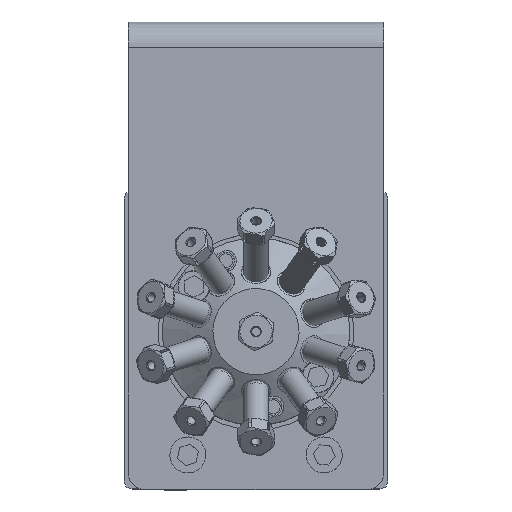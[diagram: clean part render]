
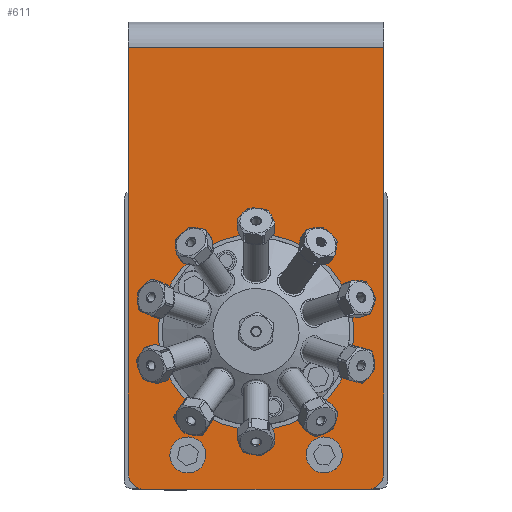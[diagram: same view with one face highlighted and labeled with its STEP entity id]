
A CAD part, top view. The second image highlights one B-rep face of the part: STEP entity #611.
In plain terms, the highlighted planar face has unit normal (0, 0, 1).
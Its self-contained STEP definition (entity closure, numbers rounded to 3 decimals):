
#176=CARTESIAN_POINT('',(-26.264,-24.613,96.393));
#177=VERTEX_POINT('',#176);
#178=CARTESIAN_POINT('',(-29.314,-27.663,96.393));
#179=VERTEX_POINT('',#178);
#180=CARTESIAN_POINT('',(-29.314,-24.613,96.393));
#181=DIRECTION('',(0.,0.,-1.0));
#182=DIRECTION('',(0.707,-0.707,0.));
#183=AXIS2_PLACEMENT_3D('',#180,#181,#182);
#184=CIRCLE('',#183,3.05);
#185=EDGE_CURVE('',#177,#179,#184,.T.);
#220=CARTESIAN_POINT('',(-70.839,-27.663,96.393));
#221=VERTEX_POINT('',#220);
#235=CARTESIAN_POINT('',(-70.839,-27.663,96.393));
#236=DIRECTION('',(1.0,0.0,0.0));
#237=VECTOR('',#236,41.525);
#238=LINE('',#235,#237);
#239=EDGE_CURVE('',#221,#179,#238,.T.);
#249=CARTESIAN_POINT('',(-26.264,54.679,96.393));
#250=VERTEX_POINT('',#249);
#260=CARTESIAN_POINT('',(-26.264,-24.613,96.393));
#261=DIRECTION('',(0.0,1.0,0.0));
#262=VECTOR('',#261,79.292);
#263=LINE('',#260,#262);
#264=EDGE_CURVE('',#177,#250,#263,.T.);
#305=CARTESIAN_POINT('',(-68.326,1.674,96.393));
#306=VERTEX_POINT('',#305);
#307=CARTESIAN_POINT('',(-50.076,1.674,96.393));
#308=DIRECTION('',(0.0,0.0,-1.0));
#309=DIRECTION('',(-1.0,0.0,0.0));
#310=AXIS2_PLACEMENT_3D('',#307,#308,#309);
#311=CIRCLE('',#310,18.25);
#312=EDGE_CURVE('',#306,#306,#311,.T.);
#333=CARTESIAN_POINT('',(-73.889,-24.613,96.393));
#334=VERTEX_POINT('',#333);
#335=CARTESIAN_POINT('',(-70.839,-24.613,96.393));
#336=DIRECTION('',(0.,0.,-1.0));
#337=DIRECTION('',(-0.707,-0.707,0.));
#338=AXIS2_PLACEMENT_3D('',#335,#336,#337);
#339=CIRCLE('',#338,3.05);
#340=EDGE_CURVE('',#221,#334,#339,.T.);
#550=CARTESIAN_POINT('',(-73.889,54.679,96.393));
#551=VERTEX_POINT('',#550);
#559=CARTESIAN_POINT('',(-73.889,54.679,96.393));
#560=DIRECTION('',(1.0,0.0,0.0));
#561=VECTOR('',#560,47.625);
#562=LINE('',#559,#561);
#563=EDGE_CURVE('',#551,#250,#562,.T.);
#568=CARTESIAN_POINT('',(-73.889,-27.663,96.393));
#569=DIRECTION('',(0.0,0.0,1.0));
#570=DIRECTION('',(-1.0,0.0,0.0));
#571=AXIS2_PLACEMENT_3D('',#568,#569,#570);
#572=PLANE('',#571);
#573=ORIENTED_EDGE('',*,*,#563,.F.);
#574=CARTESIAN_POINT('',(-73.889,-24.613,96.393));
#575=DIRECTION('',(0.0,1.0,0.0));
#576=VECTOR('',#575,79.292);
#577=LINE('',#574,#576);
#578=EDGE_CURVE('',#334,#551,#577,.T.);
#579=ORIENTED_EDGE('',*,*,#578,.F.);
#580=ORIENTED_EDGE('',*,*,#340,.F.);
#581=ORIENTED_EDGE('',*,*,#239,.T.);
#582=ORIENTED_EDGE('',*,*,#185,.F.);
#583=ORIENTED_EDGE('',*,*,#264,.T.);
#584=EDGE_LOOP('',(#573,#579,#580,#581,#582,#583));
#585=FACE_OUTER_BOUND('',#584,.T.);
#586=CARTESIAN_POINT('',(-64.937,-21.237,96.393));
#587=VERTEX_POINT('',#586);
#588=CARTESIAN_POINT('',(-62.777,-21.237,96.393));
#589=DIRECTION('',(0.0,0.0,-1.0));
#590=DIRECTION('',(-1.0,0.0,0.0));
#591=AXIS2_PLACEMENT_3D('',#588,#589,#590);
#592=CIRCLE('',#591,2.16);
#593=EDGE_CURVE('',#587,#587,#592,.T.);
#594=ORIENTED_EDGE('',*,*,#593,.T.);
#595=EDGE_LOOP('',(#594));
#596=FACE_BOUND('',#595,.T.);
#597=CARTESIAN_POINT('',(-39.537,-21.237,96.393));
#598=VERTEX_POINT('',#597);
#599=CARTESIAN_POINT('',(-37.377,-21.237,96.393));
#600=DIRECTION('',(0.0,0.0,-1.0));
#601=DIRECTION('',(-1.0,0.0,0.0));
#602=AXIS2_PLACEMENT_3D('',#599,#600,#601);
#603=CIRCLE('',#602,2.16);
#604=EDGE_CURVE('',#598,#598,#603,.T.);
#605=ORIENTED_EDGE('',*,*,#604,.T.);
#606=EDGE_LOOP('',(#605));
#607=FACE_BOUND('',#606,.T.);
#608=ORIENTED_EDGE('',*,*,#312,.T.);
#609=EDGE_LOOP('',(#608));
#610=FACE_BOUND('',#609,.T.);
#611=ADVANCED_FACE('',(#585,#596,#607,#610),#572,.T.);
